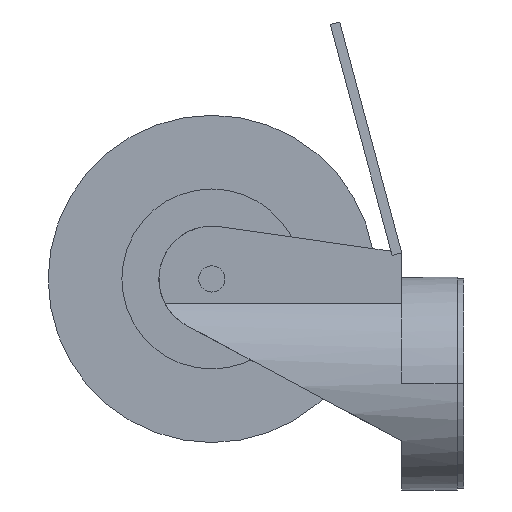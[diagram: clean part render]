
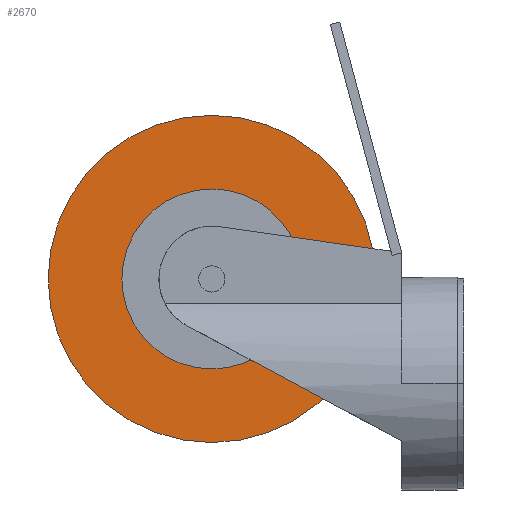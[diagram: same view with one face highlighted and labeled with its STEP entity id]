
A CAD part, left-side view. The second image highlights one B-rep face of the part: STEP entity #2670.
In plain terms, the highlighted planar face has unit normal (-1, 0, 0).
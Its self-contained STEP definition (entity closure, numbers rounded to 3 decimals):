
#2281=CARTESIAN_POINT('',(-15.,0.,0.));
#2282=DIRECTION('',(-1.,0.,0.));
#2283=DIRECTION('',(0.,0.,-1.));
#2284=AXIS2_PLACEMENT_3D('',#2281,#2282,#2283);
#2289=CARTESIAN_POINT('',(-15.,0.,0.));
#2290=DIRECTION('',(1.,0.,0.));
#2291=DIRECTION('',(0.,0.,-1.));
#2292=AXIS2_PLACEMENT_3D('',#2289,#2290,#2291);
#2297=CARTESIAN_POINT('',(-15.,0.,0.));
#2298=DIRECTION('',(1.,0.,0.));
#2299=DIRECTION('',(0.,0.,-1.));
#2300=AXIS2_PLACEMENT_3D('',#2297,#2298,#2299);
#2319=CARTESIAN_POINT('',(-15.,0.,0.));
#2320=DIRECTION('',(-1.,0.,0.));
#2321=DIRECTION('',(0.,0.,-1.));
#2322=AXIS2_PLACEMENT_3D('',#2319,#2320,#2321);
#2474=CARTESIAN_POINT('',(-15.,0.,-50.));
#2476=VERTEX_POINT('',#2474);
#2477=CARTESIAN_POINT('',(-15.,0.,-27.5));
#2479=VERTEX_POINT('',#2477);
#2494=CARTESIAN_POINT('',(-15.,0.,50.));
#2496=VERTEX_POINT('',#2494);
#2497=CARTESIAN_POINT('',(-15.,0.,27.5));
#2499=VERTEX_POINT('',#2497);
#2655=CARTESIAN_POINT('',(-15.,0.,0.));
#2656=DIRECTION('',(1.,0.,0.));
#2657=DIRECTION('',(0.,0.,1.));
#2658=AXIS2_PLACEMENT_3D('',#2655,#2656,#2657);
#2659=PLANE('',#2658);
#2660=ORIENTED_EDGE('',*,*,#2648,.F.);
#2661=ORIENTED_EDGE('',*,*,#2637,.T.);
#2662=EDGE_LOOP('',(#2660,#2661));
#2663=FACE_OUTER_BOUND('',#2662,.F.);
#2665=ORIENTED_EDGE('',*,*,#2664,.F.);
#2667=ORIENTED_EDGE('',*,*,#2666,.T.);
#2668=EDGE_LOOP('',(#2665,#2667));
#2669=FACE_BOUND('',#2668,.F.);
#2285=CIRCLE('',#2284,50.);
#2293=CIRCLE('',#2292,50.);
#2301=CIRCLE('',#2300,27.5);
#2323=CIRCLE('',#2322,27.5);
#2637=EDGE_CURVE('',#2476,#2496,#2293,.T.);
#2648=EDGE_CURVE('',#2476,#2496,#2285,.T.);
#2664=EDGE_CURVE('',#2479,#2499,#2301,.T.);
#2666=EDGE_CURVE('',#2479,#2499,#2323,.T.);
#2670=ADVANCED_FACE('',(#2663,#2669),#2659,.F.);
